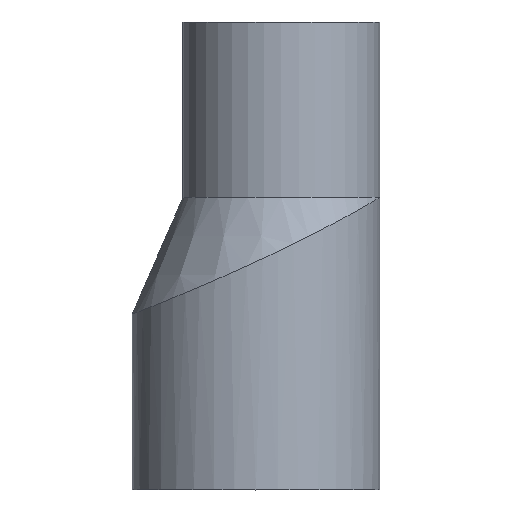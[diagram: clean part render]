
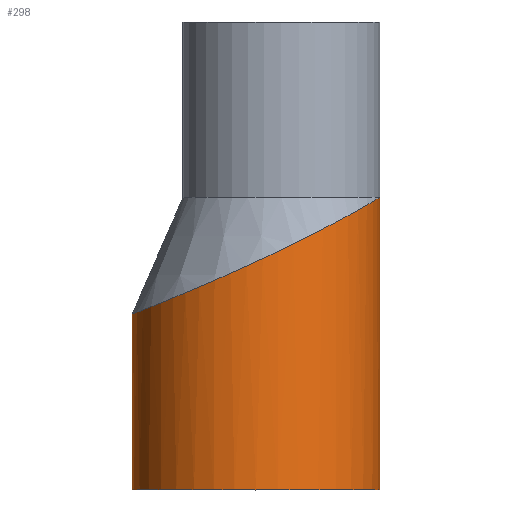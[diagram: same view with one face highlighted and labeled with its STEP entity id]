
A CAD part, top view. The second image highlights one B-rep face of the part: STEP entity #298.
In plain terms, the highlighted cylindrical face has radius 21.2 mm (diameter 42.4 mm), a full revolution.
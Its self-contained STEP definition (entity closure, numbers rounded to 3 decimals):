
#173=CARTESIAN_POINT('',(21.2,50.0,0.));
#174=VERTEX_POINT('',#173);
#203=CARTESIAN_POINT('',(-21.2,30.0,0.0));
#204=VERTEX_POINT('',#203);
#205=CARTESIAN_POINT('',(21.2,50.,0.));
#206=CARTESIAN_POINT('',(21.2,50.,-1.063));
#207=CARTESIAN_POINT('',(21.119,49.952,-2.165));
#208=CARTESIAN_POINT('',(20.775,49.749,-4.368));
#209=CARTESIAN_POINT('',(20.513,49.594,-5.469));
#210=CARTESIAN_POINT('',(19.477,48.988,-8.667));
#211=CARTESIAN_POINT('',(18.439,48.389,-10.656));
#212=CARTESIAN_POINT('',(16.511,47.308,-13.361));
#213=CARTESIAN_POINT('',(15.641,46.827,-14.373));
#214=CARTESIAN_POINT('',(13.71,45.781,-16.225));
#215=CARTESIAN_POINT('',(12.65,45.217,-17.065));
#216=CARTESIAN_POINT('',(10.403,44.045,-18.521));
#217=CARTESIAN_POINT('',(9.215,43.438,-19.137));
#218=CARTESIAN_POINT('',(6.793,42.226,-20.125));
#219=CARTESIAN_POINT('',(5.559,41.62,-20.495));
#220=CARTESIAN_POINT('',(2.938,40.356,-21.045));
#221=CARTESIAN_POINT('',(1.446,39.652,-21.205));
#222=CARTESIAN_POINT('',(-1.591,38.25,-21.195));
#223=CARTESIAN_POINT('',(-3.134,37.552,-21.024));
#224=CARTESIAN_POINT('',(-6.162,36.21,-20.344));
#225=CARTESIAN_POINT('',(-7.647,35.565,-19.834));
#226=CARTESIAN_POINT('',(-10.457,34.364,-18.507));
#227=CARTESIAN_POINT('',(-11.781,33.808,-17.691));
#228=CARTESIAN_POINT('',(-14.175,32.815,-15.837));
#229=CARTESIAN_POINT('',(-15.317,32.348,-14.744));
#230=CARTESIAN_POINT('',(-17.357,31.522,-12.277));
#231=CARTESIAN_POINT('',(-18.255,31.163,-10.903));
#232=CARTESIAN_POINT('',(-19.712,30.584,-7.971));
#233=CARTESIAN_POINT('',(-20.274,30.363,-6.41));
#234=CARTESIAN_POINT('',(-21.018,30.071,-3.22));
#235=CARTESIAN_POINT('',(-21.2,30.,-1.592));
#236=CARTESIAN_POINT('',(-21.2,30.,0.));
#237=B_SPLINE_CURVE_WITH_KNOTS('',3,(#205,#206,#207,#208,#209,#210,#211,#212,#213,#214,#215,#216,#217,#218,#219,#220,#221,#222,#223,#224,#225,#226,#227,#228,#229,#230,#231,#232,#233,#234,#235,#236),.UNSPECIFIED.,.F.,.U.,(4,2,2,2,2,2,2,2,2,2,2,2,2,2,2,4),(6.74,7.059,7.378,8.016,8.425,8.835,9.245,9.655,10.134,10.612,11.091,11.569,12.047,12.524,13.002,13.479),.UNSPECIFIED.);
#238=EDGE_CURVE('',#174,#204,#237,.T.);
#240=CARTESIAN_POINT('',(-21.2,30.,0.));
#241=CARTESIAN_POINT('',(-21.2,30.,1.592));
#242=CARTESIAN_POINT('',(-21.018,30.071,3.22));
#243=CARTESIAN_POINT('',(-20.274,30.363,6.41));
#244=CARTESIAN_POINT('',(-19.712,30.584,7.971));
#245=CARTESIAN_POINT('',(-18.255,31.163,10.903));
#246=CARTESIAN_POINT('',(-17.357,31.522,12.277));
#247=CARTESIAN_POINT('',(-15.317,32.348,14.744));
#248=CARTESIAN_POINT('',(-14.175,32.815,15.837));
#249=CARTESIAN_POINT('',(-11.781,33.808,17.691));
#250=CARTESIAN_POINT('',(-10.457,34.364,18.507));
#251=CARTESIAN_POINT('',(-7.647,35.565,19.834));
#252=CARTESIAN_POINT('',(-6.162,36.21,20.344));
#253=CARTESIAN_POINT('',(-3.134,37.552,21.024));
#254=CARTESIAN_POINT('',(-1.591,38.25,21.195));
#255=CARTESIAN_POINT('',(1.446,39.652,21.205));
#256=CARTESIAN_POINT('',(2.938,40.356,21.045));
#257=CARTESIAN_POINT('',(5.559,41.62,20.495));
#258=CARTESIAN_POINT('',(6.793,42.226,20.125));
#259=CARTESIAN_POINT('',(9.215,43.438,19.137));
#260=CARTESIAN_POINT('',(10.403,44.045,18.521));
#261=CARTESIAN_POINT('',(12.65,45.217,17.065));
#262=CARTESIAN_POINT('',(13.71,45.781,16.225));
#263=CARTESIAN_POINT('',(15.641,46.827,14.373));
#264=CARTESIAN_POINT('',(16.511,47.308,13.361));
#265=CARTESIAN_POINT('',(18.439,48.389,10.656));
#266=CARTESIAN_POINT('',(19.477,48.988,8.667));
#267=CARTESIAN_POINT('',(20.513,49.594,5.469));
#268=CARTESIAN_POINT('',(20.775,49.749,4.368));
#269=CARTESIAN_POINT('',(21.119,49.952,2.165));
#270=CARTESIAN_POINT('',(21.2,50.,1.063));
#271=CARTESIAN_POINT('',(21.2,50.,0.));
#272=B_SPLINE_CURVE_WITH_KNOTS('',3,(#240,#241,#242,#243,#244,#245,#246,#247,#248,#249,#250,#251,#252,#253,#254,#255,#256,#257,#258,#259,#260,#261,#262,#263,#264,#265,#266,#267,#268,#269,#270,#271),.UNSPECIFIED.,.F.,.U.,(4,2,2,2,2,2,2,2,2,2,2,2,2,2,2,4),(0.0,0.477,0.955,1.432,1.91,2.389,2.867,3.346,3.824,4.234,4.644,5.054,5.464,6.102,6.421,6.74),.UNSPECIFIED.);
#273=EDGE_CURVE('',#204,#174,#272,.T.);
#278=CARTESIAN_POINT('',(0.0,15.,0.0));
#279=DIRECTION('',(0.0,-1.0,0.0));
#280=DIRECTION('',(1.0,0.0,0.0));
#281=AXIS2_PLACEMENT_3D('',#278,#279,#280);
#282=CYLINDRICAL_SURFACE('',#281,21.2);
#283=CARTESIAN_POINT('',(21.2,0.,0.0));
#284=VERTEX_POINT('',#283);
#285=CARTESIAN_POINT('',(0.0,0.,0.0));
#286=DIRECTION('',(0.0,-1.0,0.0));
#287=DIRECTION('',(1.0,0.0,0.0));
#288=AXIS2_PLACEMENT_3D('',#285,#286,#287);
#289=CIRCLE('',#288,21.2);
#290=EDGE_CURVE('',#284,#284,#289,.T.);
#291=ORIENTED_EDGE('',*,*,#290,.F.);
#292=EDGE_LOOP('',(#291));
#293=FACE_OUTER_BOUND('',#292,.T.);
#294=ORIENTED_EDGE('',*,*,#238,.F.);
#295=ORIENTED_EDGE('',*,*,#273,.F.);
#296=EDGE_LOOP('',(#294,#295));
#297=FACE_BOUND('',#296,.T.);
#298=ADVANCED_FACE('',(#293,#297),#282,.T.);
